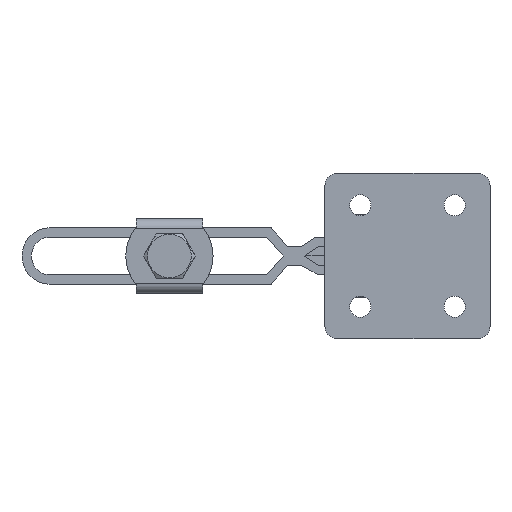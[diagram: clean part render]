
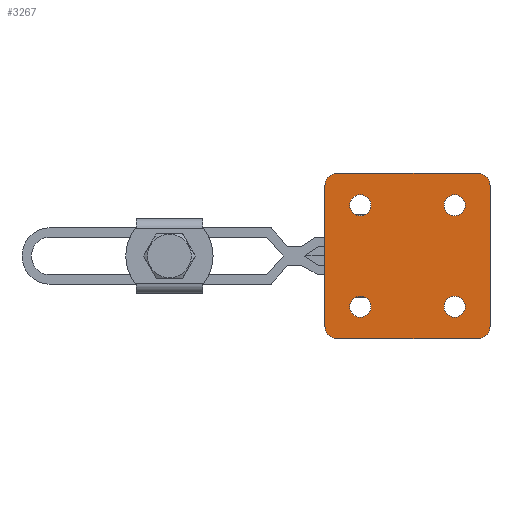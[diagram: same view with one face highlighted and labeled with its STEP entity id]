
A CAD part, front view. The second image highlights one B-rep face of the part: STEP entity #3267.
In plain terms, the highlighted planar face has unit normal (0, -1, 0).
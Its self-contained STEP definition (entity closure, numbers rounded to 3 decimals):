
#105 = DIRECTION ( 'NONE',  ( 0., 1., 0. ) ) ;
#119 = VERTEX_POINT ( 'NONE', #1391 ) ;
#275 = VERTEX_POINT ( 'NONE', #8667 ) ;
#415 = CARTESIAN_POINT ( 'NONE',  ( -15., 0., -21.5 ) ) ;
#439 = AXIS2_PLACEMENT_3D ( 'NONE', #1835, #7447, #2638 ) ;
#481 = CARTESIAN_POINT ( 'NONE',  ( -55., 0., 17. ) ) ;
#569 = DIRECTION ( 'NONE',  ( -1., 0., 0. ) ) ;
#634 = LINE ( 'NONE', #5818, #4678 ) ;
#635 = DIRECTION ( 'NONE',  ( 0., -1., 0. ) ) ;
#868 = CIRCLE ( 'NONE', #2889, 5. ) ;
#877 = CARTESIAN_POINT ( 'NONE',  ( -65., 0., 30. ) ) ;
#1038 = VERTEX_POINT ( 'NONE', #1615 ) ;
#1155 = FACE_BOUND ( 'NONE', #9945, .T. ) ;
#1160 = EDGE_CURVE ( 'NONE', #2995, #7782, #1901, .T. ) ;
#1238 = DIRECTION ( 'NONE',  ( 0., 0., 1. ) ) ;
#1259 = ORIENTED_EDGE ( 'NONE', *, *, #1160, .T. ) ;
#1331 = EDGE_CURVE ( 'NONE', #6012, #119, #634, .T. ) ;
#1391 = CARTESIAN_POINT ( 'NONE',  ( -70., 0., 30. ) ) ;
#1418 = CARTESIAN_POINT ( 'NONE',  ( -65., 0., 35. ) ) ;
#1540 = DIRECTION ( 'NONE',  ( 0., 1., 0. ) ) ;
#1554 = EDGE_LOOP ( 'NONE', ( #4753, #5958, #3992, #5216, #8645, #4249, #4933, #9783 ) ) ;
#1615 = CARTESIAN_POINT ( 'NONE',  ( 0., 0., 30. ) ) ;
#1657 = AXIS2_PLACEMENT_3D ( 'NONE', #8951, #4152, #9749 ) ;
#1707 = DIRECTION ( 'NONE',  ( 0., 0., -1. ) ) ;
#1726 = VERTEX_POINT ( 'NONE', #8300 ) ;
#1785 = DIRECTION ( 'NONE',  ( 0., 1., 0. ) ) ;
#1819 = DIRECTION ( 'NONE',  ( 0., 1., 0. ) ) ;
#1835 = CARTESIAN_POINT ( 'NONE',  ( -5., 0., 30. ) ) ;
#1901 = CIRCLE ( 'NONE', #7784, 4.5 ) ;
#2019 = AXIS2_PLACEMENT_3D ( 'NONE', #6598, #1785, #7413 ) ;
#2190 = CIRCLE ( 'NONE', #2464, 4.5 ) ;
#2309 = ORIENTED_EDGE ( 'NONE', *, *, #9279, .T. ) ;
#2363 = ORIENTED_EDGE ( 'NONE', *, *, #4530, .F. ) ;
#2408 = EDGE_CURVE ( 'NONE', #3578, #7917, #8378, .T. ) ;
#2464 = AXIS2_PLACEMENT_3D ( 'NONE', #415, #6068, #1238 ) ;
#2507 = DIRECTION ( 'NONE',  ( 0., -1., 0. ) ) ;
#2535 = VECTOR ( 'NONE', #569, 1000. ) ;
#2638 = DIRECTION ( 'NONE',  ( 0., 0., -1. ) ) ;
#2706 = CARTESIAN_POINT ( 'NONE',  ( -55., 0., -17. ) ) ;
#2889 = AXIS2_PLACEMENT_3D ( 'NONE', #4931, #105, #5754 ) ;
#2995 = VERTEX_POINT ( 'NONE', #2706 ) ;
#3267 = ADVANCED_FACE ( 'NONE', ( #5459, #7588, #3306, #7853, #1155 ), #7947, .F. ) ;
#3273 = EDGE_CURVE ( 'NONE', #7782, #2995, #7337, .T. ) ;
#3289 = DIRECTION ( 'NONE',  ( 0., 0., 1. ) ) ;
#3306 = FACE_OUTER_BOUND ( 'NONE', #1554, .T. ) ;
#3435 = DIRECTION ( 'NONE',  ( 0., -1., 0. ) ) ;
#3446 = CARTESIAN_POINT ( 'NONE',  ( -55., 0., -21.5 ) ) ;
#3546 = CARTESIAN_POINT ( 'NONE',  ( -15., 0., 26. ) ) ;
#3578 = VERTEX_POINT ( 'NONE', #3546 ) ;
#3673 = EDGE_CURVE ( 'NONE', #10156, #8492, #2190, .T. ) ;
#3733 = DIRECTION ( 'NONE',  ( 0., 0., 1. ) ) ;
#3747 = DIRECTION ( 'NONE',  ( 0., 0., 1. ) ) ;
#3927 = CARTESIAN_POINT ( 'NONE',  ( -55., 0., 26. ) ) ;
#3942 = DIRECTION ( 'NONE',  ( -1., 0., 0. ) ) ;
#3955 = AXIS2_PLACEMENT_3D ( 'NONE', #6368, #1540, #7181 ) ;
#3992 = ORIENTED_EDGE ( 'NONE', *, *, #7210, .F. ) ;
#4106 = CIRCLE ( 'NONE', #9804, 5. ) ;
#4135 = CIRCLE ( 'NONE', #7152, 4.5 ) ;
#4152 = DIRECTION ( 'NONE',  ( 0., -1., 0. ) ) ;
#4242 = EDGE_CURVE ( 'NONE', #1726, #1038, #5034, .T. ) ;
#4249 = ORIENTED_EDGE ( 'NONE', *, *, #8734, .T. ) ;
#4443 = LINE ( 'NONE', #7767, #6570 ) ;
#4489 = AXIS2_PLACEMENT_3D ( 'NONE', #6331, #8741, #3942 ) ;
#4518 = CIRCLE ( 'NONE', #1657, 4.5 ) ;
#4530 = EDGE_CURVE ( 'NONE', #7765, #6240, #4518, .T. ) ;
#4548 = CARTESIAN_POINT ( 'NONE',  ( 0., 0., -4. ) ) ;
#4678 = VECTOR ( 'NONE', #3289, 1000. ) ;
#4701 = CARTESIAN_POINT ( 'NONE',  ( -5., 0., -30. ) ) ;
#4753 = ORIENTED_EDGE ( 'NONE', *, *, #1331, .F. ) ;
#4785 = VERTEX_POINT ( 'NONE', #6896 ) ;
#4884 = ORIENTED_EDGE ( 'NONE', *, *, #3673, .T. ) ;
#4931 = CARTESIAN_POINT ( 'NONE',  ( -65., 0., -30. ) ) ;
#4933 = ORIENTED_EDGE ( 'NONE', *, *, #7812, .T. ) ;
#5034 = LINE ( 'NONE', #4548, #9046 ) ;
#5216 = ORIENTED_EDGE ( 'NONE', *, *, #5722, .F. ) ;
#5220 = CARTESIAN_POINT ( 'NONE',  ( -15., 0., -26. ) ) ;
#5254 = CARTESIAN_POINT ( 'NONE',  ( -5., 0., 35. ) ) ;
#5459 = FACE_BOUND ( 'NONE', #8844, .T. ) ;
#5473 = CARTESIAN_POINT ( 'NONE',  ( -15., 0., 21.5 ) ) ;
#5475 = EDGE_CURVE ( 'NONE', #7917, #3578, #5504, .T. ) ;
#5504 = CIRCLE ( 'NONE', #9470, 4.5 ) ;
#5521 = DIRECTION ( 'NONE',  ( 0., 0., 1. ) ) ;
#5722 = EDGE_CURVE ( 'NONE', #1726, #8530, #4106, .T. ) ;
#5749 = CARTESIAN_POINT ( 'NONE',  ( -15., 0., 21.5 ) ) ;
#5754 = DIRECTION ( 'NONE',  ( 0., 0., 1. ) ) ;
#5818 = CARTESIAN_POINT ( 'NONE',  ( -70., 0., -4. ) ) ;
#5853 = CIRCLE ( 'NONE', #9603, 5. ) ;
#5872 = EDGE_CURVE ( 'NONE', #4785, #119, #5853, .T. ) ;
#5958 = ORIENTED_EDGE ( 'NONE', *, *, #8148, .F. ) ;
#6012 = VERTEX_POINT ( 'NONE', #9179 ) ;
#6068 = DIRECTION ( 'NONE',  ( 0., 1., 0. ) ) ;
#6157 = DIRECTION ( 'NONE',  ( -1., 0., 0. ) ) ;
#6240 = VERTEX_POINT ( 'NONE', #3927 ) ;
#6258 = CIRCLE ( 'NONE', #2019, 4.5 ) ;
#6292 = DIRECTION ( 'NONE',  ( 0., 0., -1. ) ) ;
#6331 = CARTESIAN_POINT ( 'NONE',  ( 0., 0., -4. ) ) ;
#6368 = CARTESIAN_POINT ( 'NONE',  ( -55., 0., -21.5 ) ) ;
#6523 = DIRECTION ( 'NONE',  ( 0., -1., 0. ) ) ;
#6535 = VERTEX_POINT ( 'NONE', #5254 ) ;
#6570 = VECTOR ( 'NONE', #6157, 1000. ) ;
#6598 = CARTESIAN_POINT ( 'NONE',  ( -15., 0., -21.5 ) ) ;
#6896 = CARTESIAN_POINT ( 'NONE',  ( -65., 0., 35. ) ) ;
#6990 = CARTESIAN_POINT ( 'NONE',  ( -55., 0., -26. ) ) ;
#7152 = AXIS2_PLACEMENT_3D ( 'NONE', #7318, #2507, #8140 ) ;
#7181 = DIRECTION ( 'NONE',  ( 0., 0., 1. ) ) ;
#7210 = EDGE_CURVE ( 'NONE', #8530, #275, #4443, .T. ) ;
#7281 = EDGE_LOOP ( 'NONE', ( #9917, #8266 ) ) ;
#7318 = CARTESIAN_POINT ( 'NONE',  ( -55., 0., 21.5 ) ) ;
#7337 = CIRCLE ( 'NONE', #3955, 4.5 ) ;
#7413 = DIRECTION ( 'NONE',  ( 0., 0., 1. ) ) ;
#7447 = DIRECTION ( 'NONE',  ( 0., -1., 0. ) ) ;
#7588 = FACE_BOUND ( 'NONE', #10239, .T. ) ;
#7765 = VERTEX_POINT ( 'NONE', #481 ) ;
#7767 = CARTESIAN_POINT ( 'NONE',  ( -65., 0., -35. ) ) ;
#7782 = VERTEX_POINT ( 'NONE', #6990 ) ;
#7784 = AXIS2_PLACEMENT_3D ( 'NONE', #3446, #1819, #3733 ) ;
#7812 = EDGE_CURVE ( 'NONE', #6535, #4785, #8693, .T. ) ;
#7853 = FACE_BOUND ( 'NONE', #7281, .T. ) ;
#7917 = VERTEX_POINT ( 'NONE', #8818 ) ;
#7947 = PLANE ( 'NONE',  #4489 ) ;
#8140 = DIRECTION ( 'NONE',  ( 0., 0., -1. ) ) ;
#8148 = EDGE_CURVE ( 'NONE', #275, #6012, #868, .T. ) ;
#8266 = ORIENTED_EDGE ( 'NONE', *, *, #2408, .F. ) ;
#8295 = DIRECTION ( 'NONE',  ( 0., 0., -1. ) ) ;
#8300 = CARTESIAN_POINT ( 'NONE',  ( 0., 0., -30. ) ) ;
#8378 = CIRCLE ( 'NONE', #10245, 4.5 ) ;
#8492 = VERTEX_POINT ( 'NONE', #9488 ) ;
#8530 = VERTEX_POINT ( 'NONE', #9527 ) ;
#8636 = EDGE_CURVE ( 'NONE', #6240, #7765, #4135, .T. ) ;
#8645 = ORIENTED_EDGE ( 'NONE', *, *, #4242, .T. ) ;
#8667 = CARTESIAN_POINT ( 'NONE',  ( -65., 0., -35. ) ) ;
#8693 = LINE ( 'NONE', #1418, #2535 ) ;
#8734 = EDGE_CURVE ( 'NONE', #1038, #6535, #9524, .T. ) ;
#8738 = ORIENTED_EDGE ( 'NONE', *, *, #3273, .T. ) ;
#8741 = DIRECTION ( 'NONE',  ( 0., 1., 0. ) ) ;
#8818 = CARTESIAN_POINT ( 'NONE',  ( -15., 0., 17. ) ) ;
#8844 = EDGE_LOOP ( 'NONE', ( #2309, #4884 ) ) ;
#8951 = CARTESIAN_POINT ( 'NONE',  ( -55., 0., 21.5 ) ) ;
#9046 = VECTOR ( 'NONE', #3747, 1000. ) ;
#9179 = CARTESIAN_POINT ( 'NONE',  ( -70., 0., -30. ) ) ;
#9279 = EDGE_CURVE ( 'NONE', #8492, #10156, #6258, .T. ) ;
#9453 = ORIENTED_EDGE ( 'NONE', *, *, #8636, .F. ) ;
#9470 = AXIS2_PLACEMENT_3D ( 'NONE', #5473, #635, #6292 ) ;
#9488 = CARTESIAN_POINT ( 'NONE',  ( -15., 0., -17. ) ) ;
#9524 = CIRCLE ( 'NONE', #439, 5. ) ;
#9527 = CARTESIAN_POINT ( 'NONE',  ( -5., 0., -35. ) ) ;
#9603 = AXIS2_PLACEMENT_3D ( 'NONE', #877, #6523, #1707 ) ;
#9749 = DIRECTION ( 'NONE',  ( 0., 0., -1. ) ) ;
#9783 = ORIENTED_EDGE ( 'NONE', *, *, #5872, .T. ) ;
#9804 = AXIS2_PLACEMENT_3D ( 'NONE', #4701, #10326, #5521 ) ;
#9917 = ORIENTED_EDGE ( 'NONE', *, *, #5475, .F. ) ;
#9945 = EDGE_LOOP ( 'NONE', ( #2363, #9453 ) ) ;
#10156 = VERTEX_POINT ( 'NONE', #5220 ) ;
#10239 = EDGE_LOOP ( 'NONE', ( #1259, #8738 ) ) ;
#10245 = AXIS2_PLACEMENT_3D ( 'NONE', #5749, #3435, #8295 ) ;
#10326 = DIRECTION ( 'NONE',  ( 0., 1., 0. ) ) ;
